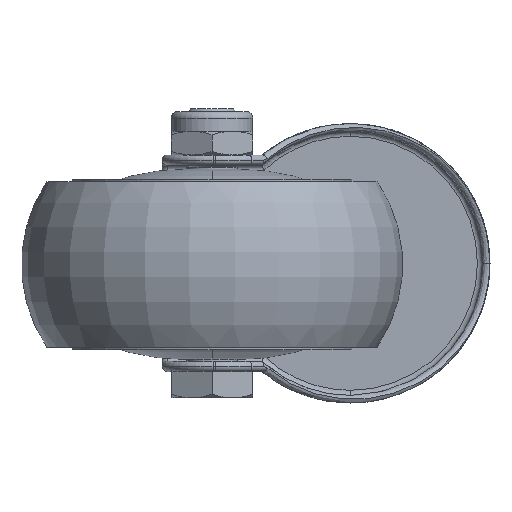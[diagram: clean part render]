
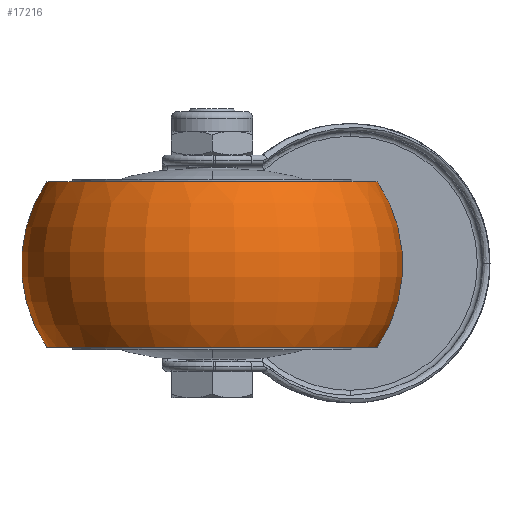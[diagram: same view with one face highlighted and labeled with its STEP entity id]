
A CAD part, front view. The second image highlights one B-rep face of the part: STEP entity #17216.
In plain terms, the highlighted toroidal (fillet/blend) face has major radius 8.431 mm and minor radius 29.069 mm.
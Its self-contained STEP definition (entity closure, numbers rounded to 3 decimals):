
#747 = CARTESIAN_POINT ( 'NONE',  ( 6.944, 15.113, 16.2 ) ) ;
#792 = CARTESIAN_POINT ( 'NONE',  ( 15.375, 15.113, -0.1 ) ) ;
#886 = DIRECTION ( 'NONE',  ( 0., 0., -1. ) ) ;
#1600 = EDGE_LOOP ( 'NONE', ( #15186, #16737, #10534, #17749 ) ) ;
#1993 = DIRECTION ( 'NONE',  ( -1., 0., 0. ) ) ;
#2031 = DIRECTION ( 'NONE',  ( -1., 0., 0. ) ) ;
#2312 = EDGE_CURVE ( 'NONE', #11920, #15206, #11737, .T. ) ;
#3784 = EDGE_CURVE ( 'NONE', #12423, #11465, #6557, .T. ) ;
#3975 = CARTESIAN_POINT ( 'NONE',  ( -17.125, 15.113, -0.1 ) ) ;
#4317 = AXIS2_PLACEMENT_3D ( 'NONE', #747, #4857, #5052 ) ;
#4835 = DIRECTION ( 'NONE',  ( -1., 0., 0. ) ) ;
#4857 = DIRECTION ( 'NONE',  ( 0., -1., 0. ) ) ;
#5052 = DIRECTION ( 'NONE',  ( 0., 0., -1. ) ) ;
#5312 = AXIS2_PLACEMENT_3D ( 'NONE', #16586, #13501, #10475 ) ;
#5877 = AXIS2_PLACEMENT_3D ( 'NONE', #792, #886, #1993 ) ;
#6168 = AXIS2_PLACEMENT_3D ( 'NONE', #9653, #17582, #2031 ) ;
#6557 = CIRCLE ( 'NONE', #4317, 29.069 ) ;
#7845 = DIRECTION ( 'NONE',  ( 0., 0., -1. ) ) ;
#7932 = CARTESIAN_POINT ( 'NONE',  ( -17.125, 15.113, 32.5 ) ) ;
#9653 = CARTESIAN_POINT ( 'NONE',  ( 15.375, 15.113, 32.5 ) ) ;
#9704 = CIRCLE ( 'NONE', #6168, 32.5 ) ;
#10475 = DIRECTION ( 'NONE',  ( -1., 0., 0. ) ) ;
#10534 = ORIENTED_EDGE ( 'NONE', *, *, #3784, .T. ) ;
#10768 = EDGE_CURVE ( 'NONE', #15206, #11465, #12961, .T. ) ;
#11465 = VERTEX_POINT ( 'NONE', #3975 ) ;
#11737 = CIRCLE ( 'NONE', #5312, 29.069 ) ;
#11920 = VERTEX_POINT ( 'NONE', #16384 ) ;
#12423 = VERTEX_POINT ( 'NONE', #7932 ) ;
#12961 = CIRCLE ( 'NONE', #5877, 32.5 ) ;
#13501 = DIRECTION ( 'NONE',  ( 0., 1., 0. ) ) ;
#15186 = ORIENTED_EDGE ( 'NONE', *, *, #2312, .F. ) ;
#15206 = VERTEX_POINT ( 'NONE', #18252 ) ;
#16111 = AXIS2_PLACEMENT_3D ( 'NONE', #18595, #7845, #4835 ) ;
#16384 = CARTESIAN_POINT ( 'NONE',  ( 47.875, 15.113, 32.5 ) ) ;
#16586 = CARTESIAN_POINT ( 'NONE',  ( 23.806, 15.113, 16.2 ) ) ;
#16737 = ORIENTED_EDGE ( 'NONE', *, *, #17294, .T. ) ;
#16882 = FACE_OUTER_BOUND ( 'NONE', #1600, .T. ) ;
#17216 = ADVANCED_FACE ( 'NONE', ( #16882 ), #18050, .T. ) ;
#17294 = EDGE_CURVE ( 'NONE', #11920, #12423, #9704, .T. ) ;
#17582 = DIRECTION ( 'NONE',  ( 0., 0., -1. ) ) ;
#17749 = ORIENTED_EDGE ( 'NONE', *, *, #10768, .F. ) ;
#18050 = TOROIDAL_SURFACE ( 'NONE', #16111, 8.431, 29.069 ) ;
#18252 = CARTESIAN_POINT ( 'NONE',  ( 47.875, 15.113, -0.1 ) ) ;
#18595 = CARTESIAN_POINT ( 'NONE',  ( 15.375, 15.113, 16.2 ) ) ;
